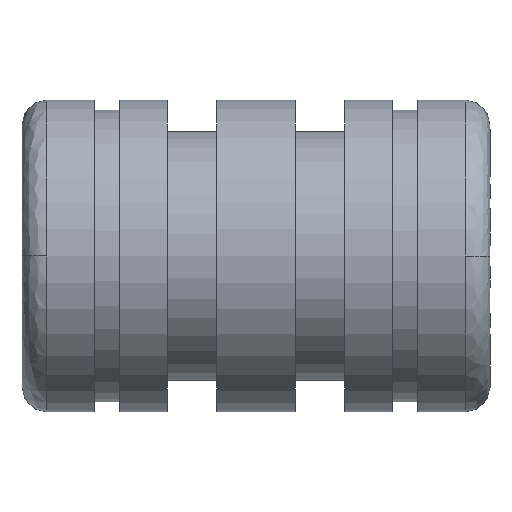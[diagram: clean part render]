
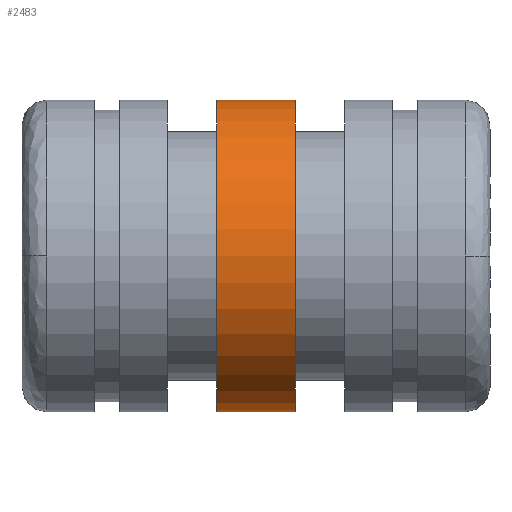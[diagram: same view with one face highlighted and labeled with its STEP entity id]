
A CAD part, left-side view. The second image highlights one B-rep face of the part: STEP entity #2483.
In plain terms, the highlighted cylindrical face has radius 6.35 mm (diameter 12.7 mm), a partial arc.
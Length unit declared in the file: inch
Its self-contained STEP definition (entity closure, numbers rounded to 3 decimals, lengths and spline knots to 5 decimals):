
#66 = LINE ( 'NONE', #624, #1723 ) ;
#85 = DIRECTION ( 'NONE',  ( 0., 0., -1. ) ) ;
#202 = DIRECTION ( 'NONE',  ( 0., -1., 0. ) ) ;
#335 = DIRECTION ( 'NONE',  ( 0., 1., 0. ) ) ;
#363 = DIRECTION ( 'NONE',  ( 0., -1., 0. ) ) ;
#423 = CARTESIAN_POINT ( 'NONE',  ( 0., 0., -0.25 ) ) ;
#624 = CARTESIAN_POINT ( 'NONE',  ( 0., 0., 0.25 ) ) ;
#644 = VERTEX_POINT ( 'NONE', #1582 ) ;
#648 = LINE ( 'NONE', #423, #2350 ) ;
#657 = ORIENTED_EDGE ( 'NONE', *, *, #2761, .T. ) ;
#818 = EDGE_CURVE ( 'NONE', #1537, #644, #66, .T. ) ;
#906 = CIRCLE ( 'NONE', #2192, 0.25 ) ;
#1106 = DIRECTION ( 'NONE',  ( 0., 0., -1. ) ) ;
#1204 = CARTESIAN_POINT ( 'NONE',  ( 0., 0.0626, -0.25 ) ) ;
#1220 = CARTESIAN_POINT ( 'NONE',  ( 0., -0.0626, 0. ) ) ;
#1272 = EDGE_LOOP ( 'NONE', ( #2426, #657, #2464, #2428 ) ) ;
#1301 = AXIS2_PLACEMENT_3D ( 'NONE', #1792, #2447, #2021 ) ;
#1369 = EDGE_CURVE ( 'NONE', #1601, #2267, #648, .T. ) ;
#1537 = VERTEX_POINT ( 'NONE', #2109 ) ;
#1582 = CARTESIAN_POINT ( 'NONE',  ( 0., -0.0626, 0.25 ) ) ;
#1601 = VERTEX_POINT ( 'NONE', #1204 ) ;
#1712 = EDGE_CURVE ( 'NONE', #2267, #644, #906, .T. ) ;
#1723 = VECTOR ( 'NONE', #363, 39.37008 ) ;
#1757 = CARTESIAN_POINT ( 'NONE',  ( 0., 0.0626, 0. ) ) ;
#1792 = CARTESIAN_POINT ( 'NONE',  ( 0., 0., 0. ) ) ;
#1874 = FACE_OUTER_BOUND ( 'NONE', #1272, .T. ) ;
#1952 = CARTESIAN_POINT ( 'NONE',  ( 0., -0.0626, -0.25 ) ) ;
#2021 = DIRECTION ( 'NONE',  ( 0., 0., -1. ) ) ;
#2109 = CARTESIAN_POINT ( 'NONE',  ( 0., 0.0626, 0.25 ) ) ;
#2192 = AXIS2_PLACEMENT_3D ( 'NONE', #1220, #335, #85 ) ;
#2215 = DIRECTION ( 'NONE',  ( 0., -1., 0. ) ) ;
#2267 = VERTEX_POINT ( 'NONE', #1952 ) ;
#2350 = VECTOR ( 'NONE', #2215, 39.37008 ) ;
#2426 = ORIENTED_EDGE ( 'NONE', *, *, #818, .F. ) ;
#2428 = ORIENTED_EDGE ( 'NONE', *, *, #1712, .T. ) ;
#2447 = DIRECTION ( 'NONE',  ( 0., -1., 0. ) ) ;
#2464 = ORIENTED_EDGE ( 'NONE', *, *, #1369, .T. ) ;
#2483 = ADVANCED_FACE ( 'NONE', ( #1874 ), #2775, .T. ) ;
#2627 = CIRCLE ( 'NONE', #2703, 0.25 ) ;
#2703 = AXIS2_PLACEMENT_3D ( 'NONE', #1757, #202, #1106 ) ;
#2761 = EDGE_CURVE ( 'NONE', #1537, #1601, #2627, .T. ) ;
#2775 = CYLINDRICAL_SURFACE ( 'NONE', #1301, 0.25 ) ;
